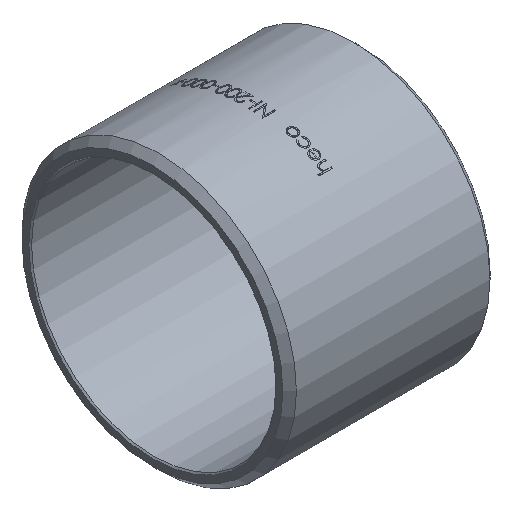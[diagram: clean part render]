
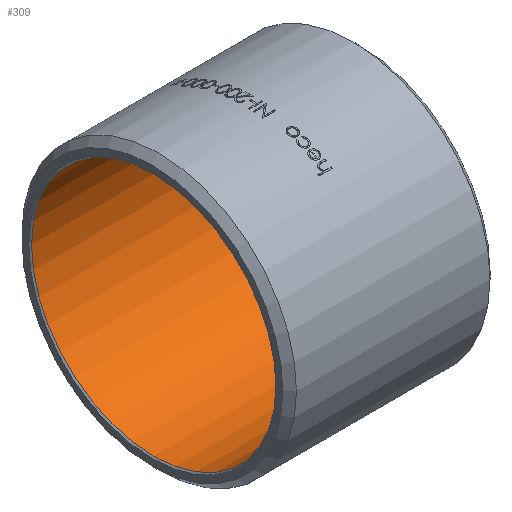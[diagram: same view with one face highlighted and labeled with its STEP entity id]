
A CAD part, isometric view. The second image highlights one B-rep face of the part: STEP entity #309.
In plain terms, the highlighted cylindrical face has radius 26.55 mm (diameter 53.1 mm), a full revolution.
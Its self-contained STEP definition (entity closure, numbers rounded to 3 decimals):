
#309 = ADVANCED_FACE ( 'NONE', ( #4351, #8295 ), #3307, .F. ) ;
#2168 = AXIS2_PLACEMENT_3D ( 'NONE', #2186, #13840, #3880 ) ;
#2186 = CARTESIAN_POINT ( 'NONE',  ( 0.3, 0., 0. ) ) ;
#2493 = VERTEX_POINT ( 'NONE', #21189 ) ;
#2867 = CARTESIAN_POINT ( 'NONE',  ( 0., 0., 0. ) ) ;
#3307 = CYLINDRICAL_SURFACE ( 'NONE', #14305, 26.55 ) ;
#3880 = DIRECTION ( 'NONE',  ( 0., 0., -1. ) ) ;
#4351 = FACE_OUTER_BOUND ( 'NONE', #13317, .T. ) ;
#4848 = EDGE_LOOP ( 'NONE', ( #8922 ) ) ;
#8295 = FACE_OUTER_BOUND ( 'NONE', #4848, .T. ) ;
#8922 = ORIENTED_EDGE ( 'NONE', *, *, #15998, .T. ) ;
#9890 = AXIS2_PLACEMENT_3D ( 'NONE', #12684, #21202, #19732 ) ;
#10188 = CIRCLE ( 'NONE', #2168, 26.55 ) ;
#10993 = DIRECTION ( 'NONE',  ( -1., 0., 0. ) ) ;
#11060 = DIRECTION ( 'NONE',  ( 0., 0., 1. ) ) ;
#12447 = ORIENTED_EDGE ( 'NONE', *, *, #14541, .T. ) ;
#12632 = VERTEX_POINT ( 'NONE', #12884 ) ;
#12684 = CARTESIAN_POINT ( 'NONE',  ( 44.7, 0., 0. ) ) ;
#12884 = CARTESIAN_POINT ( 'NONE',  ( 0.3, 0., -26.55 ) ) ;
#13317 = EDGE_LOOP ( 'NONE', ( #12447 ) ) ;
#13840 = DIRECTION ( 'NONE',  ( -1., 0., 0. ) ) ;
#14305 = AXIS2_PLACEMENT_3D ( 'NONE', #2867, #10993, #11060 ) ;
#14541 = EDGE_CURVE ( 'NONE', #12632, #12632, #10188, .T. ) ;
#15576 = CIRCLE ( 'NONE', #9890, 26.55 ) ;
#15998 = EDGE_CURVE ( 'NONE', #2493, #2493, #15576, .T. ) ;
#19732 = DIRECTION ( 'NONE',  ( 0., 0., 1. ) ) ;
#21189 = CARTESIAN_POINT ( 'NONE',  ( 44.7, 0., 26.55 ) ) ;
#21202 = DIRECTION ( 'NONE',  ( 1., 0., 0. ) ) ;
